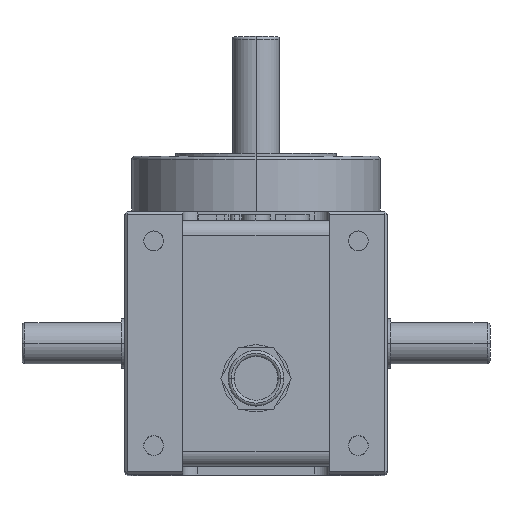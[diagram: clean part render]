
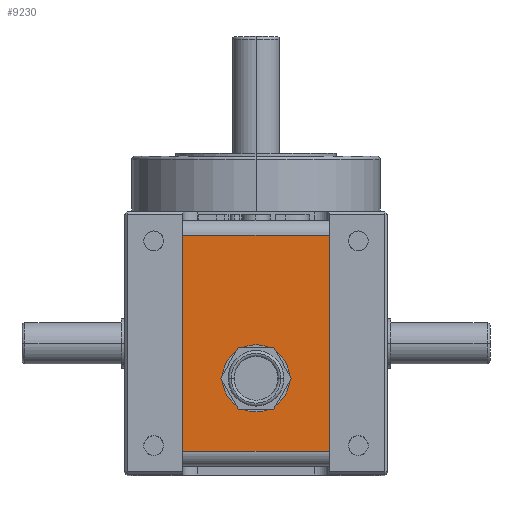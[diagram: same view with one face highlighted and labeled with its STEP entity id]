
A CAD part, top view. The second image highlights one B-rep face of the part: STEP entity #9230.
In plain terms, the highlighted planar face has unit normal (0, 0, 1).
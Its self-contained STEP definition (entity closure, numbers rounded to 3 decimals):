
#488 = DIRECTION ( 'NONE',  ( 0., 0., 1. ) ) ;
#879 = DIRECTION ( 'NONE',  ( -1., 0., 0. ) ) ;
#1308 = CARTESIAN_POINT ( 'NONE',  ( -20., 8., -3. ) ) ;
#1436 = CARTESIAN_POINT ( 'NONE',  ( -70., 82., -3. ) ) ;
#2306 = CARTESIAN_POINT ( 'NONE',  ( -70., 82., -3. ) ) ;
#2938 = VECTOR ( 'NONE', #879, 1000. ) ;
#3289 = CARTESIAN_POINT ( 'NONE',  ( -56.5, 33., -3. ) ) ;
#3708 = LINE ( 'NONE', #2306, #2938 ) ;
#3916 = DIRECTION ( 'NONE',  ( 1., 0., 0. ) ) ;
#4017 = VERTEX_POINT ( 'NONE', #17816 ) ;
#4028 = EDGE_LOOP ( 'NONE', ( #14163, #4774, #10170, #11305 ) ) ;
#4301 = FACE_OUTER_BOUND ( 'NONE', #4028, .T. ) ;
#4444 = DIRECTION ( 'NONE',  ( 0., 0., 1. ) ) ;
#4492 = CARTESIAN_POINT ( 'NONE',  ( -70., 90., -3. ) ) ;
#4516 = CARTESIAN_POINT ( 'NONE',  ( -45., 33., -3. ) ) ;
#4727 = EDGE_CURVE ( 'NONE', #16177, #20902, #16892, .T. ) ;
#4774 = ORIENTED_EDGE ( 'NONE', *, *, #13767, .T. ) ;
#5129 = DIRECTION ( 'NONE',  ( 0., 0., 1. ) ) ;
#5200 = DIRECTION ( 'NONE',  ( 1., 0., 0. ) ) ;
#5616 = VECTOR ( 'NONE', #11608, 1000. ) ;
#6166 = AXIS2_PLACEMENT_3D ( 'NONE', #4516, #4444, #19036 ) ;
#6302 = PLANE ( 'NONE',  #14174 ) ;
#6309 = FACE_BOUND ( 'NONE', #13392, .T. ) ;
#6786 = DIRECTION ( 'NONE',  ( 1., 0., 0. ) ) ;
#6795 = EDGE_CURVE ( 'NONE', #18968, #4017, #9928, .T. ) ;
#6944 = VECTOR ( 'NONE', #12510, 1000. ) ;
#7084 = CARTESIAN_POINT ( 'NONE',  ( -70., 0., -3. ) ) ;
#7241 = CARTESIAN_POINT ( 'NONE',  ( -70., 8., -3. ) ) ;
#8907 = CARTESIAN_POINT ( 'NONE',  ( -70., 8., -3. ) ) ;
#8921 = EDGE_CURVE ( 'NONE', #9487, #16690, #15530, .T. ) ;
#9230 = ADVANCED_FACE ( 'NONE', ( #6309, #4301 ), #6302, .T. ) ;
#9487 = VERTEX_POINT ( 'NONE', #3289 ) ;
#9928 = LINE ( 'NONE', #14791, #5616 ) ;
#9970 = CARTESIAN_POINT ( 'NONE',  ( -45., 33., -3. ) ) ;
#10170 = ORIENTED_EDGE ( 'NONE', *, *, #6795, .T. ) ;
#10264 = LINE ( 'NONE', #7241, #12831 ) ;
#11305 = ORIENTED_EDGE ( 'NONE', *, *, #12354, .T. ) ;
#11608 = DIRECTION ( 'NONE',  ( 0., 1., 0. ) ) ;
#12354 = EDGE_CURVE ( 'NONE', #4017, #16177, #3708, .T. ) ;
#12510 = DIRECTION ( 'NONE',  ( 0., -1., 0. ) ) ;
#12831 = VECTOR ( 'NONE', #3916, 1000. ) ;
#12844 = EDGE_CURVE ( 'NONE', #16690, #9487, #14641, .T. ) ;
#12855 = ORIENTED_EDGE ( 'NONE', *, *, #12844, .F. ) ;
#13392 = EDGE_LOOP ( 'NONE', ( #12855, #14988 ) ) ;
#13767 = EDGE_CURVE ( 'NONE', #20902, #18968, #10264, .T. ) ;
#14163 = ORIENTED_EDGE ( 'NONE', *, *, #4727, .T. ) ;
#14174 = AXIS2_PLACEMENT_3D ( 'NONE', #7084, #488, #6786 ) ;
#14641 = CIRCLE ( 'NONE', #6166, 11.5 ) ;
#14791 = CARTESIAN_POINT ( 'NONE',  ( -20., 90., -3. ) ) ;
#14988 = ORIENTED_EDGE ( 'NONE', *, *, #8921, .F. ) ;
#15530 = CIRCLE ( 'NONE', #18520, 11.5 ) ;
#16177 = VERTEX_POINT ( 'NONE', #1436 ) ;
#16690 = VERTEX_POINT ( 'NONE', #17932 ) ;
#16892 = LINE ( 'NONE', #4492, #6944 ) ;
#17816 = CARTESIAN_POINT ( 'NONE',  ( -20., 82., -3. ) ) ;
#17932 = CARTESIAN_POINT ( 'NONE',  ( -33.5, 33., -3. ) ) ;
#18520 = AXIS2_PLACEMENT_3D ( 'NONE', #9970, #5129, #5200 ) ;
#18968 = VERTEX_POINT ( 'NONE', #1308 ) ;
#19036 = DIRECTION ( 'NONE',  ( 1., 0., 0. ) ) ;
#20902 = VERTEX_POINT ( 'NONE', #8907 ) ;
